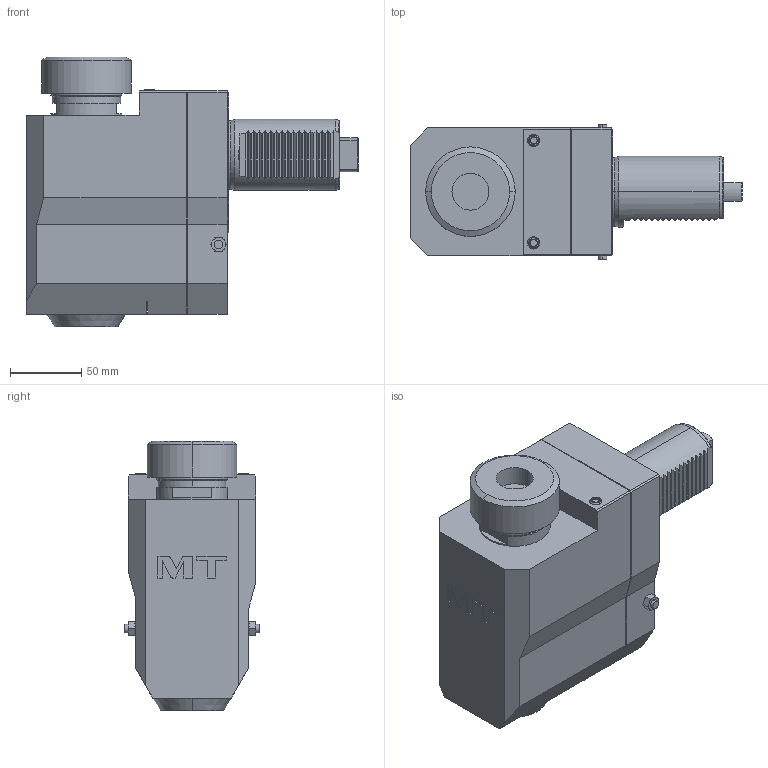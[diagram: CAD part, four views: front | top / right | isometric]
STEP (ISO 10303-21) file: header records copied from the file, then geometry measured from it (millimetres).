
FILE_DESCRIPTION((''),'2;1');
FILE_NAME('151DUP_R40_50A20_CONF','2024-12-09T17:25:04',('fpalella'),('M.T. srl'),'CREO PARAMETRIC BY PTC INC, 2023352','CREO PARAMETRIC BY PTC INC, 2023352','');
FILE_SCHEMA(('CONFIG_CONTROL_DESIGN'));
Length unit declared in the file: millimetre
Products named in the file (1): 151DUP_R40_50A20_CONF
Bounding box: 233.5 x 95 x 189.86 mm (x, y, z)
Volume: 1984082.8 mm3; surface area: 117269.7 mm2
Topology: 1 solids, 1 shells, 287 faces, 727 edges, 459 vertices
Faces by surface type: plane 181, cylinder 54, cone 43, torus 5, sphere 2, extrusion 2
Entity records: 9507 total; most frequent: CARTESIAN_POINT 2790, ORIENTED_EDGE 1450, DIRECTION 1277, EDGE_CURVE 725, VERTEX_POINT 459, AXIS2_PLACEMENT_3D 430, VECTOR 417, LINE 415
